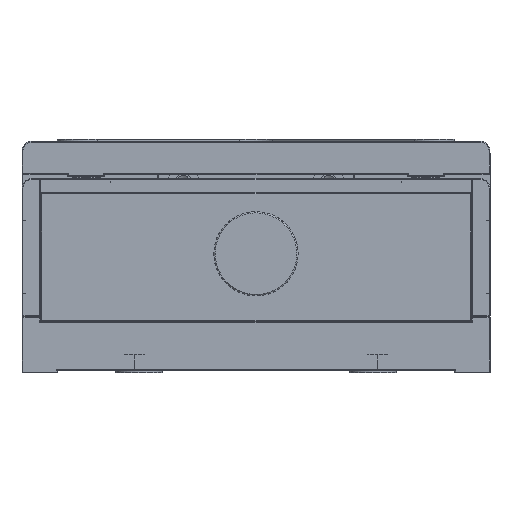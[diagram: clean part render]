
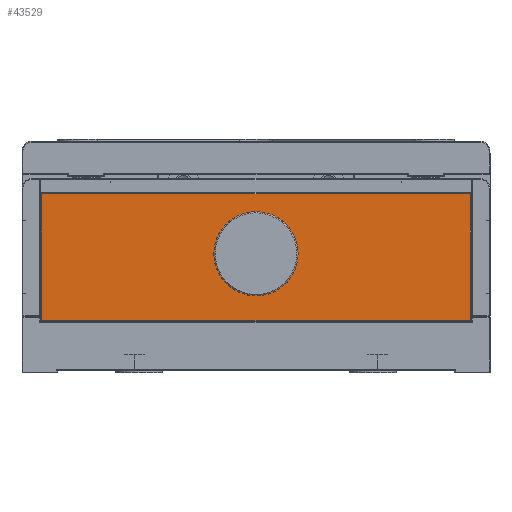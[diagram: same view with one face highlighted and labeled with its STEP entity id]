
A CAD part, left-side view. The second image highlights one B-rep face of the part: STEP entity #43529.
In plain terms, the highlighted planar face has unit normal (-1, 0, 0).
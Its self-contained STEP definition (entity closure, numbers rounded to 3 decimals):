
#680 = CIRCLE ( 'NONE', #63126, 3.2 ) ;
#763 = VECTOR ( 'NONE', #2785, 1000. ) ;
#2044 = VERTEX_POINT ( 'NONE', #18055 ) ;
#2785 = DIRECTION ( 'NONE',  ( 0., 0., -1. ) ) ;
#3535 = ORIENTED_EDGE ( 'NONE', *, *, #18019, .T. ) ;
#3592 = CARTESIAN_POINT ( 'NONE',  ( -168.961, 9.994, 20.5 ) ) ;
#5312 = CARTESIAN_POINT ( 'NONE',  ( -168.961, 9.994, 6.2 ) ) ;
#5562 = DIRECTION ( 'NONE',  ( 1., 0., 0. ) ) ;
#7421 = CARTESIAN_POINT ( 'NONE',  ( -168.961, 55.794, 6.2 ) ) ;
#10558 = AXIS2_PLACEMENT_3D ( 'NONE', #53388, #37187, #36457 ) ;
#12323 = CARTESIAN_POINT ( 'NONE',  ( -168.961, 13.194, 20.5 ) ) ;
#14723 = ORIENTED_EDGE ( 'NONE', *, *, #45677, .T. ) ;
#14942 = EDGE_CURVE ( 'NONE', #31546, #60237, #16474, .T. ) ;
#16474 = CIRCLE ( 'NONE', #10558, 3.2 ) ;
#17366 = FACE_BOUND ( 'NONE', #36048, .T. ) ;
#18019 = EDGE_CURVE ( 'NONE', #60237, #31546, #680, .T. ) ;
#18055 = CARTESIAN_POINT ( 'NONE',  ( -168.961, -35.806, 33.3 ) ) ;
#18408 = AXIS2_PLACEMENT_3D ( 'NONE', #62372, #5562, #21467 ) ;
#19279 = CARTESIAN_POINT ( 'NONE',  ( -168.961, -35.806, 19.75 ) ) ;
#21467 = DIRECTION ( 'NONE',  ( 0., 1., 0. ) ) ;
#26111 = DIRECTION ( 'NONE',  ( 1., 0., 0. ) ) ;
#26799 = VECTOR ( 'NONE', #48430, 1000. ) ;
#29538 = VECTOR ( 'NONE', #46628, 1000. ) ;
#30657 = CARTESIAN_POINT ( 'NONE',  ( -168.961, -35.806, 6.2 ) ) ;
#30733 = LINE ( 'NONE', #19279, #26799 ) ;
#31451 = VERTEX_POINT ( 'NONE', #68427 ) ;
#31546 = VERTEX_POINT ( 'NONE', #53579 ) ;
#33027 = EDGE_CURVE ( 'NONE', #37493, #2044, #30733, .T. ) ;
#36048 = EDGE_LOOP ( 'NONE', ( #43414, #3535 ) ) ;
#36457 = DIRECTION ( 'NONE',  ( 0., 1., 0. ) ) ;
#37187 = DIRECTION ( 'NONE',  ( 1., 0., 0. ) ) ;
#37493 = VERTEX_POINT ( 'NONE', #30657 ) ;
#41659 = EDGE_LOOP ( 'NONE', ( #46208, #56045, #53571, #14723 ) ) ;
#43414 = ORIENTED_EDGE ( 'NONE', *, *, #14942, .T. ) ;
#43529 = ADVANCED_FACE ( 'NONE', ( #17366, #49842 ), #72718, .F. ) ;
#43705 = LINE ( 'NONE', #5312, #53985 ) ;
#45677 = EDGE_CURVE ( 'NONE', #54175, #37493, #43705, .T. ) ;
#46208 = ORIENTED_EDGE ( 'NONE', *, *, #33027, .T. ) ;
#46628 = DIRECTION ( 'NONE',  ( 0., 1., 0. ) ) ;
#48430 = DIRECTION ( 'NONE',  ( 0., 0., 1. ) ) ;
#49842 = FACE_OUTER_BOUND ( 'NONE', #41659, .T. ) ;
#52591 = CARTESIAN_POINT ( 'NONE',  ( -168.961, 55.794, 19.75 ) ) ;
#53388 = CARTESIAN_POINT ( 'NONE',  ( -168.961, 9.994, 20.5 ) ) ;
#53571 = ORIENTED_EDGE ( 'NONE', *, *, #57533, .T. ) ;
#53579 = CARTESIAN_POINT ( 'NONE',  ( -168.961, 6.794, 20.5 ) ) ;
#53985 = VECTOR ( 'NONE', #72124, 1000. ) ;
#54175 = VERTEX_POINT ( 'NONE', #7421 ) ;
#56045 = ORIENTED_EDGE ( 'NONE', *, *, #65311, .T. ) ;
#57533 = EDGE_CURVE ( 'NONE', #31451, #54175, #58133, .T. ) ;
#58133 = LINE ( 'NONE', #52591, #763 ) ;
#60237 = VERTEX_POINT ( 'NONE', #12323 ) ;
#62372 = CARTESIAN_POINT ( 'NONE',  ( -168.961, 9.994, 19.75 ) ) ;
#62522 = CARTESIAN_POINT ( 'NONE',  ( -168.961, 9.994, 33.3 ) ) ;
#63126 = AXIS2_PLACEMENT_3D ( 'NONE', #3592, #26111, #64442 ) ;
#63602 = LINE ( 'NONE', #62522, #29538 ) ;
#64442 = DIRECTION ( 'NONE',  ( 0., 1., 0. ) ) ;
#65311 = EDGE_CURVE ( 'NONE', #2044, #31451, #63602, .T. ) ;
#68427 = CARTESIAN_POINT ( 'NONE',  ( -168.961, 55.794, 33.3 ) ) ;
#72124 = DIRECTION ( 'NONE',  ( 0., -1., 0. ) ) ;
#72718 = PLANE ( 'NONE',  #18408 ) ;
